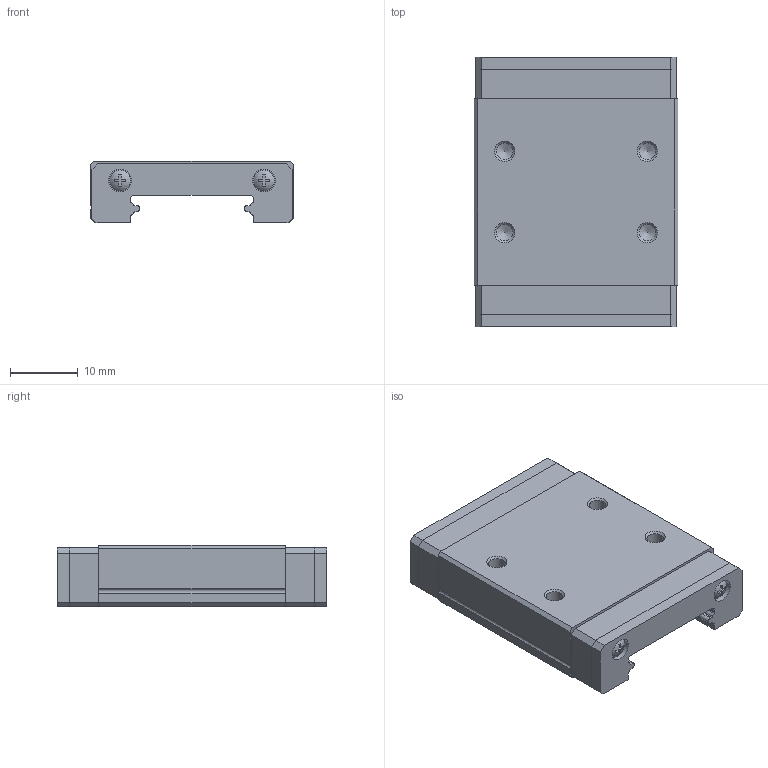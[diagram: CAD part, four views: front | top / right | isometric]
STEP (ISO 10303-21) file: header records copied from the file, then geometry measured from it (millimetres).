
FILE_DESCRIPTION(/* description */ (''),/* implementation_level */ '2;1');
FILE_NAME(/* name */ 'MGW9C1R100ZFC.step',/* time_stamp */ '2023-01-07T19:04:08+01:00',/* author */ (''),/* organization */ (''),/* preprocessor_version */ 'ST-DEVELOPER v19.2',/* originating_system */ 'Autodesk Translation Framework v11.17.0.187',/* authorisation */ '');
FILE_SCHEMA (('AUTOMOTIVE_DESIGN { 1 0 10303 214 3 1 1 }'));
Length unit declared in the file: millimetre
Products named in the file (1): MGW9C1R100ZFC
Bounding box: 30 x 39.7 x 9.1 mm (x, y, z)
Volume: 5459 mm3; surface area: 4473.1 mm2
Topology: 1 solids, 9 shells, 264 faces, 732 edges, 484 vertices
Faces by surface type: plane 161, cylinder 83, cone 16, sphere 4
Full cylindrical faces by diameter (mm): 2.459 x8, 3.36 x4
Entity records: 8576 total; most frequent: DIRECTION 1488, CARTESIAN_POINT 1477, ORIENTED_EDGE 1244, EDGE_CURVE 728, LINE 498, VECTOR 498, AXIS2_PLACEMENT_3D 495, VERTEX_POINT 484
